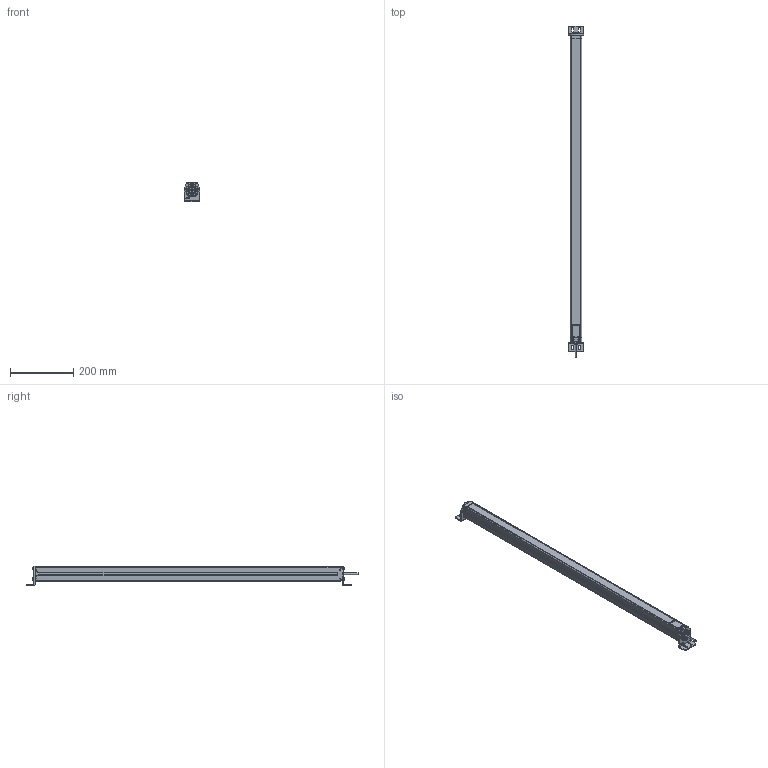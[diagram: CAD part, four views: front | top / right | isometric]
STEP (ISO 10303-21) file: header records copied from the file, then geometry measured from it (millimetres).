
FILE_DESCRIPTION((''),'2;1');
FILE_NAME('139522_SM01_ASM','2023-04-11T09:38:58',('banengservice'),('BANNER ENGINEERING'),'CREO PARAMETRIC BY PTC INC, 2022414','CREO PARAMETRIC BY PTC INC, 2022414','');
FILE_SCHEMA(('CONFIG_CONTROL_DESIGN'));
Products named in the file (5): 139522_EP01; 111087; 58892_GENERIC; 120191; 139522_SM01_ASM
Assembly tree (8 placements, depth 2):
  139522_SM01_ASM
    139522_EP01
    111087  x2
    58892_GENERIC  x4
    120191
Bounding box: 50 x 1050 x 63 mm (x, y, z)
Volume: 1420021.9 mm3; surface area: 235396 mm2
Topology: 8 solids, 10 shells, 2283 faces, 6231 edges, 4058 vertices
Faces by surface type: plane 1348, cylinder 646, bspline 205, torus 56, sphere 22, cone 6
Entity records: 76116 total; most frequent: CARTESIAN_POINT 29890, ORIENTED_EDGE 10150, DIRECTION 8797, EDGE_CURVE 5075, VERTEX_POINT 3300, VECTOR 3193, LINE 3193, AXIS2_PLACEMENT_3D 2802
